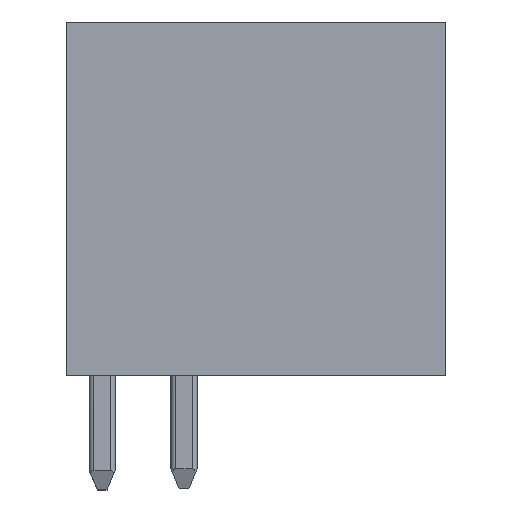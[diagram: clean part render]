
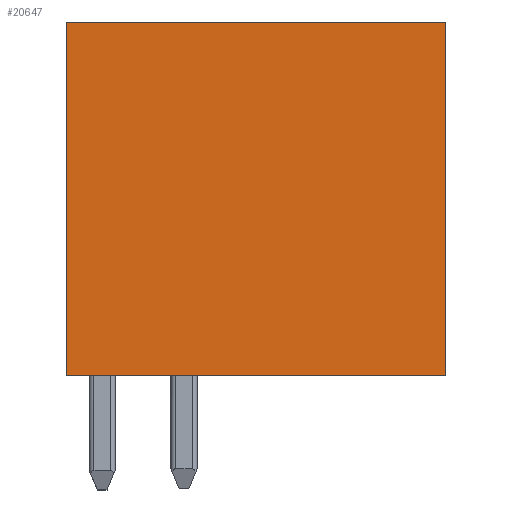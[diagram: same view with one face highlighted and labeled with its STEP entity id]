
A CAD part, left-side view. The second image highlights one B-rep face of the part: STEP entity #20647.
In plain terms, the highlighted planar face has unit normal (-1, 0, 0).
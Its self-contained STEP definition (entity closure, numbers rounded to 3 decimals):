
#3170=ORIENTED_EDGE('',*,*,#8212,.F.);
#3171=ORIENTED_EDGE('',*,*,#8209,.F.);
#3172=ORIENTED_EDGE('',*,*,#8213,.F.);
#3173=ORIENTED_EDGE('',*,*,#8214,.F.);
#8209=EDGE_CURVE('',#10764,#10765,#12886,.T.);
#8212=EDGE_CURVE('',#10765,#10766,#12889,.T.);
#8213=EDGE_CURVE('',#10767,#10764,#12890,.T.);
#8214=EDGE_CURVE('',#10766,#10767,#12891,.T.);
#10764=VERTEX_POINT('',#31393);
#10765=VERTEX_POINT('',#31394);
#10766=VERTEX_POINT('',#31399);
#10767=VERTEX_POINT('',#31401);
#12886=LINE('',#31392,#15478);
#12889=LINE('',#31398,#15481);
#12890=LINE('',#31400,#15482);
#12891=LINE('',#31402,#15483);
#15478=VECTOR('',#25423,1000.);
#15481=VECTOR('',#25428,1000.);
#15482=VECTOR('',#25429,1000.);
#15483=VECTOR('',#25430,1000.);
#17440=EDGE_LOOP('',(#3170,#3171,#3172,#3173));
#18629=FACE_BOUND('',#17440,.T.);
#19607=PLANE('',#22041);
#20647=ADVANCED_FACE('',(#18629),#19607,.F.);
#22041=AXIS2_PLACEMENT_3D('',#31397,#25426,#25427);
#25423=DIRECTION('',(0.,-1.,0.));
#25426=DIRECTION('',(1.,0.,0.));
#25427=DIRECTION('',(0.,0.,-1.));
#25428=DIRECTION('',(0.,0.,-1.));
#25429=DIRECTION('',(0.,0.,1.));
#25430=DIRECTION('',(0.,1.,0.));
#31392=CARTESIAN_POINT('',(-12.65,11.6,10.8));
#31393=CARTESIAN_POINT('',(-12.65,11.6,10.8));
#31394=CARTESIAN_POINT('',(-12.65,0.,10.8));
#31397=CARTESIAN_POINT('',(-12.65,0.,0.));
#31398=CARTESIAN_POINT('',(-12.65,0.,10.8));
#31399=CARTESIAN_POINT('',(-12.65,0.,0.));
#31400=CARTESIAN_POINT('',(-12.65,11.6,0.));
#31401=CARTESIAN_POINT('',(-12.65,11.6,0.));
#31402=CARTESIAN_POINT('',(-12.65,0.,0.));
